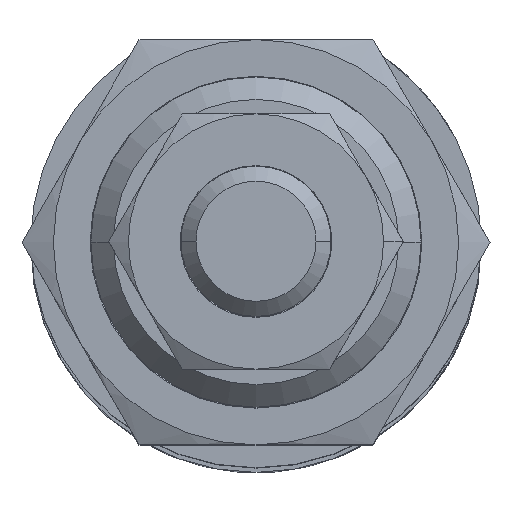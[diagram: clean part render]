
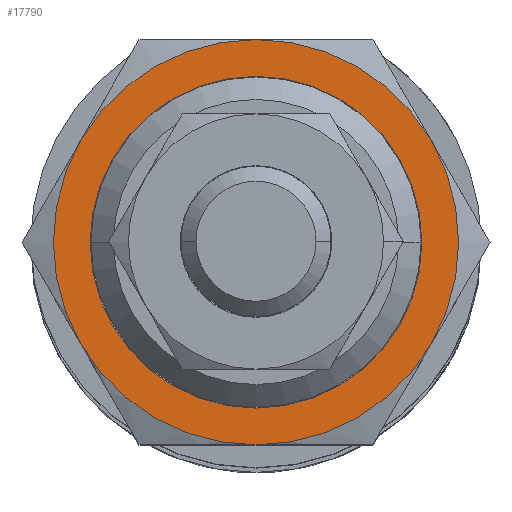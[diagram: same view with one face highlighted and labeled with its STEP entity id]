
A CAD part, top view. The second image highlights one B-rep face of the part: STEP entity #17790.
In plain terms, the highlighted planar face has unit normal (0, 0, 1).
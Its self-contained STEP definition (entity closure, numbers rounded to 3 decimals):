
#589 = DIRECTION ( 'NONE',  ( 0.866, 0.5, 0. ) ) ;
#612 = AXIS2_PLACEMENT_3D ( 'NONE', #1637, #9364, #7501 ) ;
#1204 = DIRECTION ( 'NONE',  ( 0., 0., 1. ) ) ;
#1382 = CARTESIAN_POINT ( 'NONE',  ( -11.691, -6.75, 207. ) ) ;
#1637 = CARTESIAN_POINT ( 'NONE',  ( 0., 0., 207. ) ) ;
#1771 = FACE_OUTER_BOUND ( 'NONE', #13587, .T. ) ;
#2194 = CIRCLE ( 'NONE', #16935, 13.5 ) ;
#2594 = CARTESIAN_POINT ( 'NONE',  ( 0., 13.5, 207. ) ) ;
#3276 = AXIS2_PLACEMENT_3D ( 'NONE', #22593, #14737, #10891 ) ;
#3287 = CARTESIAN_POINT ( 'NONE',  ( 0., 0., 207. ) ) ;
#3464 = EDGE_CURVE ( 'NONE', #18510, #6031, #3734, .T. ) ;
#3550 = CIRCLE ( 'NONE', #19459, 13.5 ) ;
#3658 = EDGE_CURVE ( 'NONE', #11367, #6594, #15678, .T. ) ;
#3734 = CIRCLE ( 'NONE', #14469, 11.05 ) ;
#4353 = AXIS2_PLACEMENT_3D ( 'NONE', #20767, #24638, #11305 ) ;
#4418 = EDGE_CURVE ( 'NONE', #6594, #9737, #10945, .T. ) ;
#4559 = EDGE_CURVE ( 'NONE', #15734, #11367, #2194, .T. ) ;
#4579 = ORIENTED_EDGE ( 'NONE', *, *, #3658, .T. ) ;
#5293 = ORIENTED_EDGE ( 'NONE', *, *, #10697, .T. ) ;
#5936 = CIRCLE ( 'NONE', #4353, 13.5 ) ;
#5939 = ORIENTED_EDGE ( 'NONE', *, *, #3464, .F. ) ;
#6031 = VERTEX_POINT ( 'NONE', #22355 ) ;
#6456 = CARTESIAN_POINT ( 'NONE',  ( -11.691, 6.75, 207. ) ) ;
#6594 = VERTEX_POINT ( 'NONE', #17192 ) ;
#6852 = CARTESIAN_POINT ( 'NONE',  ( 0., 0., 207. ) ) ;
#7156 = CIRCLE ( 'NONE', #10330, 11.05 ) ;
#7501 = DIRECTION ( 'NONE',  ( 0.866, 0.5, 0. ) ) ;
#8988 = VERTEX_POINT ( 'NONE', #19347 ) ;
#9364 = DIRECTION ( 'NONE',  ( 0., 0., 1. ) ) ;
#9426 = DIRECTION ( 'NONE',  ( 0.866, 0.5, 0. ) ) ;
#9585 = EDGE_LOOP ( 'NONE', ( #18508, #5939 ) ) ;
#9737 = VERTEX_POINT ( 'NONE', #17825 ) ;
#10330 = AXIS2_PLACEMENT_3D ( 'NONE', #19884, #1204, #21882 ) ;
#10592 = DIRECTION ( 'NONE',  ( 0.866, 0.5, 0. ) ) ;
#10697 = EDGE_CURVE ( 'NONE', #15716, #15734, #16254, .T. ) ;
#10768 = PLANE ( 'NONE',  #3276 ) ;
#10891 = DIRECTION ( 'NONE',  ( 0.866, 0.5, 0. ) ) ;
#10945 = CIRCLE ( 'NONE', #612, 13.5 ) ;
#11305 = DIRECTION ( 'NONE',  ( 0.866, 0.5, 0. ) ) ;
#11346 = EDGE_CURVE ( 'NONE', #8988, #15716, #5936, .T. ) ;
#11367 = VERTEX_POINT ( 'NONE', #1382 ) ;
#11614 = EDGE_CURVE ( 'NONE', #6031, #18510, #7156, .T. ) ;
#11636 = DIRECTION ( 'NONE',  ( 0.866, 0.5, 0. ) ) ;
#11702 = AXIS2_PLACEMENT_3D ( 'NONE', #13136, #20756, #9426 ) ;
#13119 = DIRECTION ( 'NONE',  ( 0., 0., 1. ) ) ;
#13136 = CARTESIAN_POINT ( 'NONE',  ( 0., 0., 207. ) ) ;
#13587 = EDGE_LOOP ( 'NONE', ( #19461, #15894, #5293, #23892, #4579, #18198 ) ) ;
#14469 = AXIS2_PLACEMENT_3D ( 'NONE', #6852, #18186, #10592 ) ;
#14737 = DIRECTION ( 'NONE',  ( 0., 0., 1. ) ) ;
#15457 = CARTESIAN_POINT ( 'NONE',  ( 0., 0., 207. ) ) ;
#15678 = CIRCLE ( 'NONE', #11702, 13.5 ) ;
#15716 = VERTEX_POINT ( 'NONE', #2594 ) ;
#15734 = VERTEX_POINT ( 'NONE', #6456 ) ;
#15827 = DIRECTION ( 'NONE',  ( 0., 0., 1. ) ) ;
#15894 = ORIENTED_EDGE ( 'NONE', *, *, #11346, .T. ) ;
#16024 = CARTESIAN_POINT ( 'NONE',  ( -9.57, -5.525, 207. ) ) ;
#16254 = CIRCLE ( 'NONE', #24268, 13.5 ) ;
#16935 = AXIS2_PLACEMENT_3D ( 'NONE', #15457, #15827, #23202 ) ;
#17192 = CARTESIAN_POINT ( 'NONE',  ( 0., -13.5, 207. ) ) ;
#17790 = ADVANCED_FACE ( 'NONE', ( #20352, #1771 ), #10768, .T. ) ;
#17825 = CARTESIAN_POINT ( 'NONE',  ( 11.691, -6.75, 207. ) ) ;
#18186 = DIRECTION ( 'NONE',  ( 0., 0., 1. ) ) ;
#18198 = ORIENTED_EDGE ( 'NONE', *, *, #4418, .T. ) ;
#18508 = ORIENTED_EDGE ( 'NONE', *, *, #11614, .F. ) ;
#18510 = VERTEX_POINT ( 'NONE', #16024 ) ;
#19347 = CARTESIAN_POINT ( 'NONE',  ( 11.691, 6.75, 207. ) ) ;
#19459 = AXIS2_PLACEMENT_3D ( 'NONE', #3287, #19762, #589 ) ;
#19461 = ORIENTED_EDGE ( 'NONE', *, *, #22372, .T. ) ;
#19762 = DIRECTION ( 'NONE',  ( 0., 0., 1. ) ) ;
#19884 = CARTESIAN_POINT ( 'NONE',  ( 0., 0., 207. ) ) ;
#20352 = FACE_BOUND ( 'NONE', #9585, .T. ) ;
#20756 = DIRECTION ( 'NONE',  ( 0., 0., 1. ) ) ;
#20767 = CARTESIAN_POINT ( 'NONE',  ( 0., 0., 207. ) ) ;
#21101 = CARTESIAN_POINT ( 'NONE',  ( 0., 0., 207. ) ) ;
#21882 = DIRECTION ( 'NONE',  ( 0.866, 0.5, 0. ) ) ;
#22355 = CARTESIAN_POINT ( 'NONE',  ( 9.57, 5.525, 207. ) ) ;
#22372 = EDGE_CURVE ( 'NONE', #9737, #8988, #3550, .T. ) ;
#22593 = CARTESIAN_POINT ( 'NONE',  ( 0., 0., 207. ) ) ;
#23202 = DIRECTION ( 'NONE',  ( 0.866, 0.5, 0. ) ) ;
#23892 = ORIENTED_EDGE ( 'NONE', *, *, #4559, .T. ) ;
#24268 = AXIS2_PLACEMENT_3D ( 'NONE', #21101, #13119, #11636 ) ;
#24638 = DIRECTION ( 'NONE',  ( 0., 0., 1. ) ) ;
